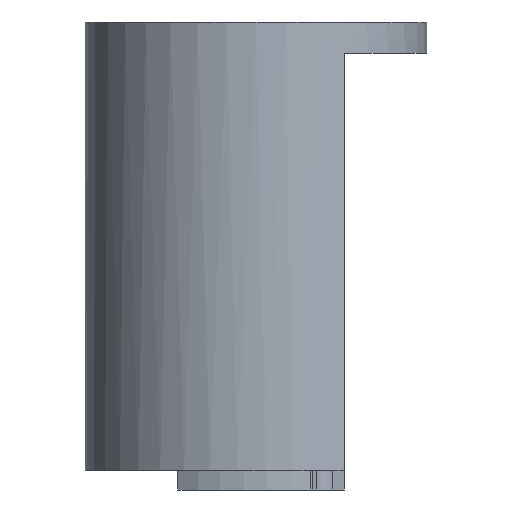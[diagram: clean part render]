
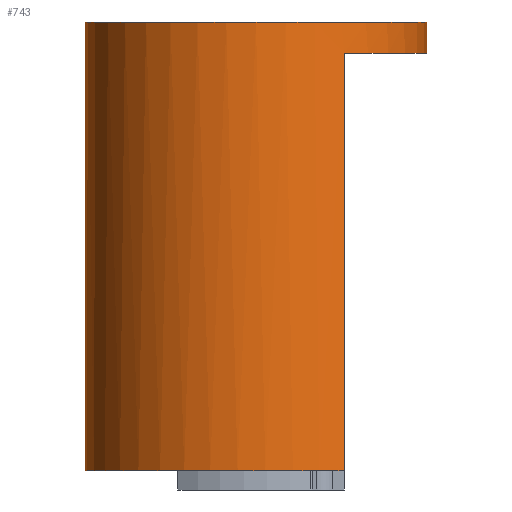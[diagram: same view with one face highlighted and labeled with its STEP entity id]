
A CAD part, left-side view. The second image highlights one B-rep face of the part: STEP entity #743.
In plain terms, the highlighted cylindrical face has radius 13.7 mm (diameter 27.4 mm), a full revolution.
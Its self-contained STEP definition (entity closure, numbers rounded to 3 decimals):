
#88=CARTESIAN_POINT('',(-11.736,-6.082,64.086));
#89=VERTEX_POINT('',#88);
#90=CARTESIAN_POINT('',(11.736,-6.082,64.086));
#91=VERTEX_POINT('',#90);
#98=CARTESIAN_POINT('',(-11.736,-6.082,30.636));
#99=VERTEX_POINT('',#98);
#100=CARTESIAN_POINT('',(-11.736,-6.082,64.086));
#101=DIRECTION('',(-0.,-0.,-1.));
#102=VECTOR('',#101,33.45);
#103=LINE('',#100,#102);
#104=EDGE_CURVE('',#89,#99,#103,.T.);
#163=CARTESIAN_POINT('',(11.736,-6.082,61.786));
#164=VERTEX_POINT('',#163);
#171=CARTESIAN_POINT('',(11.736,-6.082,64.086));
#172=DIRECTION('',(0.,-0.,-1.));
#173=VECTOR('',#172,2.3);
#174=LINE('',#171,#173);
#175=EDGE_CURVE('',#91,#164,#174,.T.);
#205=CARTESIAN_POINT('',(13.444,-1.65,61.786));
#206=VERTEX_POINT('',#205);
#213=CARTESIAN_POINT('',(0.,0.986,61.786));
#214=DIRECTION('',(-0.,0.,1.));
#215=DIRECTION('',(0.,1.,-0.));
#216=AXIS2_PLACEMENT_3D('',#213,#214,#215);
#217=CIRCLE('',#216,13.7);
#218=EDGE_CURVE('',#164,#206,#217,.T.);
#245=CARTESIAN_POINT('',(13.57,-0.9,51.536));
#246=VERTEX_POINT('',#245);
#253=CARTESIAN_POINT('',(13.57,-0.9,61.036));
#254=VERTEX_POINT('',#253);
#255=CARTESIAN_POINT('',(13.57,-0.9,51.536));
#256=DIRECTION('',(0.,0.,1.));
#257=VECTOR('',#256,9.5);
#258=LINE('',#255,#257);
#259=EDGE_CURVE('',#246,#254,#258,.T.);
#284=CARTESIAN_POINT('',(13.444,-1.65,50.786));
#285=VERTEX_POINT('',#284);
#320=CARTESIAN_POINT('',(11.736,-6.082,50.786));
#321=VERTEX_POINT('',#320);
#328=CARTESIAN_POINT('',(0.,0.986,50.786));
#329=DIRECTION('',(0.,-0.,-1.));
#330=DIRECTION('',(0.,1.,-0.));
#331=AXIS2_PLACEMENT_3D('',#328,#329,#330);
#332=CIRCLE('',#331,13.7);
#333=EDGE_CURVE('',#285,#321,#332,.T.);
#402=CARTESIAN_POINT('',(11.736,-6.082,30.636));
#403=VERTEX_POINT('',#402);
#410=CARTESIAN_POINT('',(11.736,-6.082,50.786));
#411=DIRECTION('',(0.,-0.,-1.));
#412=VECTOR('',#411,20.15);
#413=LINE('',#410,#412);
#414=EDGE_CURVE('',#321,#403,#413,.T.);
#650=CARTESIAN_POINT('',(0.,0.986,66.586));
#651=DIRECTION('',(0.,-0.,-1.));
#652=DIRECTION('',(0.,1.,-0.));
#653=AXIS2_PLACEMENT_3D('',#650,#651,#652);
#654=CYLINDRICAL_SURFACE('',#653,13.7);
#655=CARTESIAN_POINT('',(0.,14.686,30.636));
#656=VERTEX_POINT('',#655);
#657=CARTESIAN_POINT('',(0.,14.686,66.586));
#658=VERTEX_POINT('',#657);
#659=CARTESIAN_POINT('',(0.,14.686,30.636));
#660=DIRECTION('',(-0.,0.,1.));
#661=VECTOR('',#660,35.95);
#662=LINE('',#659,#661);
#663=EDGE_CURVE('',#656,#658,#662,.T.);
#664=ORIENTED_EDGE('',*,*,#663,.T.);
#665=CARTESIAN_POINT('',(0.,0.986,66.586));
#666=DIRECTION('',(-0.,0.,1.));
#667=DIRECTION('',(0.,1.,-0.));
#668=AXIS2_PLACEMENT_3D('',#665,#666,#667);
#669=CIRCLE('',#668,13.7);
#670=EDGE_CURVE('',#658,#658,#669,.T.);
#671=ORIENTED_EDGE('',*,*,#670,.F.);
#672=ORIENTED_EDGE('',*,*,#663,.F.);
#673=CARTESIAN_POINT('',(0.,0.986,30.636));
#674=DIRECTION('',(0.,-0.,-1.));
#675=DIRECTION('',(0.,1.,-0.));
#676=AXIS2_PLACEMENT_3D('',#673,#674,#675);
#677=CIRCLE('',#676,13.7);
#678=EDGE_CURVE('',#99,#656,#677,.T.);
#679=ORIENTED_EDGE('',*,*,#678,.F.);
#680=ORIENTED_EDGE('',*,*,#104,.F.);
#681=CARTESIAN_POINT('',(0.,0.986,64.086));
#682=DIRECTION('',(0.,-0.,-1.));
#683=DIRECTION('',(0.,1.,-0.));
#684=AXIS2_PLACEMENT_3D('',#681,#682,#683);
#685=CIRCLE('',#684,13.7);
#686=EDGE_CURVE('',#91,#89,#685,.T.);
#687=ORIENTED_EDGE('',*,*,#686,.F.);
#688=ORIENTED_EDGE('',*,*,#175,.T.);
#689=ORIENTED_EDGE('',*,*,#218,.T.);
#690=CARTESIAN_POINT('',(13.444,-1.65,61.786));
#691=CARTESIAN_POINT('',(13.463,-1.552,61.786));
#692=CARTESIAN_POINT('',(13.481,-1.456,61.767));
#693=CARTESIAN_POINT('',(13.497,-1.365,61.73));
#694=CARTESIAN_POINT('',(13.505,-1.32,61.712));
#695=CARTESIAN_POINT('',(13.512,-1.277,61.689));
#696=CARTESIAN_POINT('',(13.518,-1.236,61.662));
#697=CARTESIAN_POINT('',(13.525,-1.196,61.635));
#698=CARTESIAN_POINT('',(13.531,-1.157,61.604));
#699=CARTESIAN_POINT('',(13.537,-1.122,61.569));
#700=CARTESIAN_POINT('',(13.548,-1.052,61.5));
#701=CARTESIAN_POINT('',(13.556,-0.996,61.417));
#702=CARTESIAN_POINT('',(13.561,-0.958,61.326));
#703=CARTESIAN_POINT('',(13.567,-0.92,61.235));
#704=CARTESIAN_POINT('',(13.57,-0.9,61.136));
#705=CARTESIAN_POINT('',(13.57,-0.9,61.036));
#706=B_SPLINE_CURVE_WITH_KNOTS('',3,(#690,#691,#692,#693,#694,#695,#696,#697,#698,#699,#700,#701,#702,#703,#704,#705),.UNSPECIFIED.,.F.,.F.,(4,3,3,3,3,4),(0.,0.,0.,0.001,0.001,0.001),.UNSPECIFIED.);
#707=EDGE_CURVE('',#206,#254,#706,.T.);
#708=ORIENTED_EDGE('',*,*,#707,.T.);
#709=ORIENTED_EDGE('',*,*,#259,.F.);
#710=CARTESIAN_POINT('',(13.57,-0.9,51.536));
#711=CARTESIAN_POINT('',(13.57,-0.9,51.487));
#712=CARTESIAN_POINT('',(13.569,-0.905,51.438));
#713=CARTESIAN_POINT('',(13.567,-0.915,51.389));
#714=CARTESIAN_POINT('',(13.566,-0.924,51.341));
#715=CARTESIAN_POINT('',(13.564,-0.939,51.293));
#716=CARTESIAN_POINT('',(13.561,-0.958,51.248));
#717=CARTESIAN_POINT('',(13.559,-0.977,51.202));
#718=CARTESIAN_POINT('',(13.555,-1.,51.159));
#719=CARTESIAN_POINT('',(13.551,-1.028,51.118));
#720=CARTESIAN_POINT('',(13.547,-1.055,51.077));
#721=CARTESIAN_POINT('',(13.542,-1.087,51.039));
#722=CARTESIAN_POINT('',(13.537,-1.122,51.004));
#723=CARTESIAN_POINT('',(13.526,-1.191,50.935));
#724=CARTESIAN_POINT('',(13.512,-1.275,50.88));
#725=CARTESIAN_POINT('',(13.497,-1.365,50.843));
#726=CARTESIAN_POINT('',(13.481,-1.454,50.806));
#727=CARTESIAN_POINT('',(13.463,-1.552,50.786));
#728=CARTESIAN_POINT('',(13.444,-1.65,50.786));
#729=B_SPLINE_CURVE_WITH_KNOTS('',3,(#710,#711,#712,#713,#714,#715,#716,#717,#718,#719,#720,#721,#722,#723,#724,#725,#726,#727,#728),.UNSPECIFIED.,.F.,.F.,(4,3,3,3,3,3,4),(0.,0.,0.,0.,0.001,0.001,0.001),.UNSPECIFIED.);
#730=EDGE_CURVE('',#246,#285,#729,.T.);
#731=ORIENTED_EDGE('',*,*,#730,.T.);
#732=ORIENTED_EDGE('',*,*,#333,.T.);
#733=ORIENTED_EDGE('',*,*,#414,.T.);
#734=CARTESIAN_POINT('',(0.,0.986,30.636));
#735=DIRECTION('',(0.,-0.,-1.));
#736=DIRECTION('',(0.,1.,-0.));
#737=AXIS2_PLACEMENT_3D('',#734,#735,#736);
#738=CIRCLE('',#737,13.7);
#739=EDGE_CURVE('',#656,#403,#738,.T.);
#740=ORIENTED_EDGE('',*,*,#739,.F.);
#741=EDGE_LOOP('',(#664,#671,#672,#679,#680,#687,#688,#689,#708,#709,#731,#732,#733,#740));
#742=FACE_BOUND('',#741,.T.);
#743=ADVANCED_FACE('',(#742),#654,.T.);
